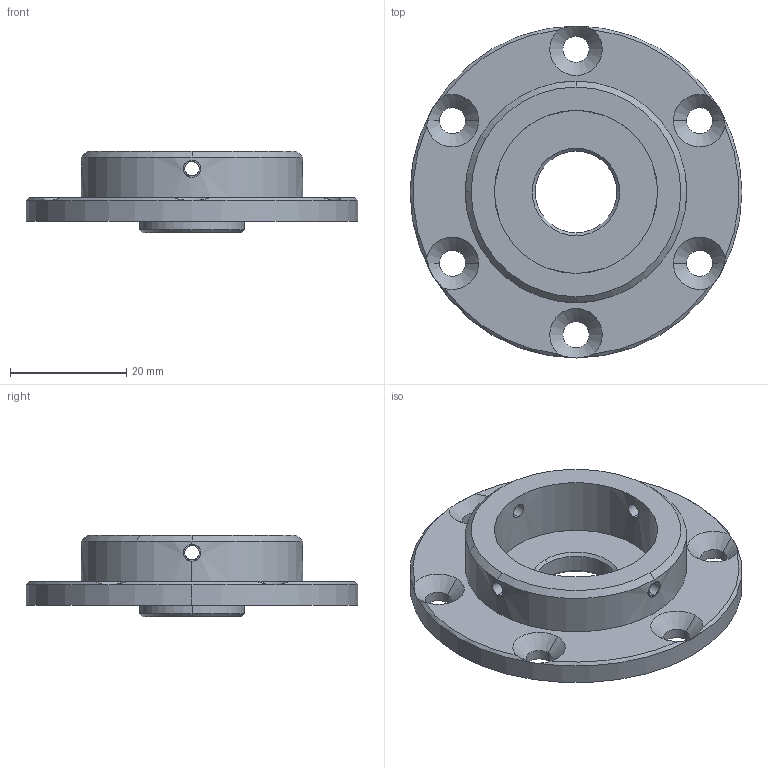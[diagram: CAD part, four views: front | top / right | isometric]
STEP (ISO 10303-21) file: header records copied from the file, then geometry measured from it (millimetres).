
FILE_DESCRIPTION (( 'STEP AP214' ), '1' );
FILE_NAME ('RMJ-P-06 LQS×ª½Ó°å.STEP', '2022-10-09T08:25:11', ( '' ), ( '' ), 'SwSTEP 2.0', 'SolidWorks 2018', '' );
FILE_SCHEMA (( 'AUTOMOTIVE_DESIGN' ));
Length unit declared in the file: millimetre
Products named in the file (1): RMJ-P-06 LQS蛌諉啣
Bounding box: 57 x 57 x 14 mm (x, y, z)
Volume: 12155.4 mm3; surface area: 7655.2 mm2
Topology: 1 solids, 1 shells, 77 faces, 197 edges, 119 vertices
Faces by surface type: cylinder 40, cone 28, plane 9
Entity records: 2888 total; most frequent: CARTESIAN_POINT 844, DIRECTION 424, ORIENTED_EDGE 394, EDGE_CURVE 197, AXIS2_PLACEMENT_3D 183, VERTEX_POINT 119, CIRCLE 105, EDGE_LOOP 96
